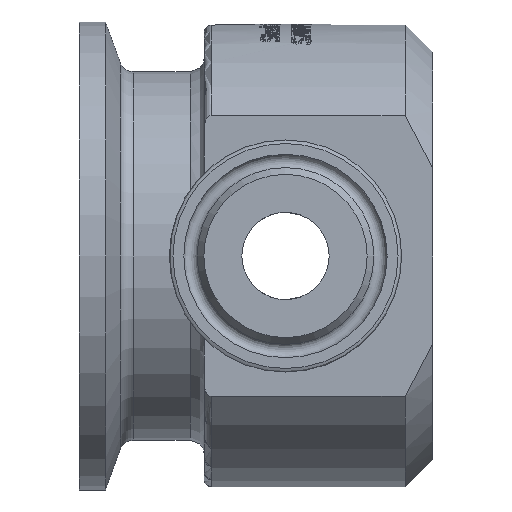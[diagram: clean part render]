
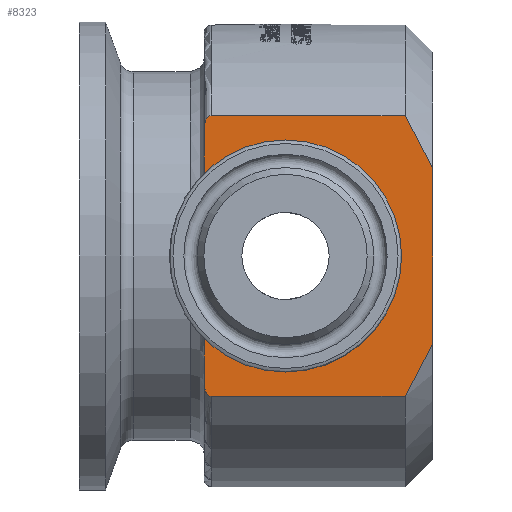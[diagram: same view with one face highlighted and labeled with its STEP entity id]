
A CAD part, left-side view. The second image highlights one B-rep face of the part: STEP entity #8323.
In plain terms, the highlighted planar face has unit normal (-1, 0, 0).
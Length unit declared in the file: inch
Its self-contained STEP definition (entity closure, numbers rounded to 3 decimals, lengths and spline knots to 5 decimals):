
#48=(
BOUNDED_CURVE()
B_SPLINE_CURVE(2,(#17952,#17953,#17954),.UNSPECIFIED.,.F.,.F.)
B_SPLINE_CURVE_WITH_KNOTS((3,3),(0.,0.6476),.UNSPECIFIED.)
CURVE()
GEOMETRIC_REPRESENTATION_ITEM()
RATIONAL_B_SPLINE_CURVE((1.,1.008,1.))
REPRESENTATION_ITEM('')
);
#49=(
BOUNDED_CURVE()
B_SPLINE_CURVE(2,(#17957,#17958,#17959),.UNSPECIFIED.,.F.,.F.)
B_SPLINE_CURVE_WITH_KNOTS((3,3),(0.,0.6476),.UNSPECIFIED.)
CURVE()
GEOMETRIC_REPRESENTATION_ITEM()
RATIONAL_B_SPLINE_CURVE((1.,1.008,1.))
REPRESENTATION_ITEM('')
);
#144=FACE_BOUND('',#1525,.T.);
#372=PLANE('',#8835);
#1004=FACE_OUTER_BOUND('',#1524,.T.);
#1524=EDGE_LOOP('',(#7678,#7679,#7680,#7681,#7682,#7683,#7684,#7685,#7686,
#7687,#7688));
#1525=EDGE_LOOP('',(#7689));
#1797=CIRCLE('',#8834,0.25);
#2357=LINE('',#17858,#2887);
#2362=LINE('',#17948,#2892);
#2363=LINE('',#17963,#2893);
#2364=LINE('',#17994,#2894);
#2365=LINE('',#17997,#2895);
#2887=VECTOR('',#10266,0.821);
#2892=VECTOR('',#10321,0.73924);
#2893=VECTOR('',#10334,0.821);
#2894=VECTOR('',#10349,0.23247);
#2895=VECTOR('',#10352,0.23247);
#3296=B_SPLINE_CURVE_WITH_KNOTS('',3,(#17968,#17969,#17970,#17971,#17972,
#17973,#17974,#17975,#17976,#17977),.UNSPECIFIED.,.F.,.F.,(4,2,2,2,4),(-0.15499,
-0.09779,-0.05487,-0.02372,0.),
 .UNSPECIFIED.);
#3297=B_SPLINE_CURVE_WITH_KNOTS('',3,(#17980,#17981,#17982,#17983,#17984,
#17985,#17986,#17987,#17988,#17989),.UNSPECIFIED.,.F.,.F.,(4,2,2,2,4),(0.,
0.02372,0.05487,0.09779,0.15499),
 .UNSPECIFIED.);
#3298=B_SPLINE_CURVE_WITH_KNOTS('',3,(#18002,#18003,#18004,#18005,#18006,
#18007,#18008),.UNSPECIFIED.,.F.,.F.,(4,3,4),(0.,0.65229,0.76293),
 .UNSPECIFIED.);
#3307=B_SPLINE_CURVE_WITH_KNOTS('',3,(#18172,#18173,#18174,#18175,#18176,
#18177,#18178),.UNSPECIFIED.,.F.,.F.,(4,3,4),(1.53842,2.14388,
2.30135),.UNSPECIFIED.);
#4058=VERTEX_POINT('',#17855);
#4059=VERTEX_POINT('',#17857);
#4078=VERTEX_POINT('',#17945);
#4079=VERTEX_POINT('',#17947);
#4080=VERTEX_POINT('',#17951);
#4081=VERTEX_POINT('',#17962);
#4082=VERTEX_POINT('',#17966);
#4083=VERTEX_POINT('',#17979);
#4084=VERTEX_POINT('',#17992);
#4085=VERTEX_POINT('',#17996);
#4086=VERTEX_POINT('',#18000);
#4095=VERTEX_POINT('',#18169);
#5257=EDGE_CURVE('',#4058,#4059,#2357,.T.);
#5279=EDGE_CURVE('',#4078,#4079,#2362,.T.);
#5281=EDGE_CURVE('',#4079,#4080,#48,.T.);
#5283=EDGE_CURVE('',#4059,#4078,#49,.T.);
#5284=EDGE_CURVE('',#4080,#4081,#2363,.T.);
#5287=EDGE_CURVE('',#4082,#4058,#3296,.T.);
#5288=EDGE_CURVE('',#4081,#4083,#3297,.T.);
#5291=EDGE_CURVE('',#4084,#4082,#2364,.T.);
#5292=EDGE_CURVE('',#4083,#4085,#2365,.T.);
#5295=EDGE_CURVE('',#4086,#4084,#3298,.T.);
#5308=EDGE_CURVE('',#4095,#4095,#1797,.T.);
#5309=EDGE_CURVE('',#4085,#4086,#3307,.T.);
#7678=ORIENTED_EDGE('',*,*,#5283,.F.);
#7679=ORIENTED_EDGE('',*,*,#5257,.F.);
#7680=ORIENTED_EDGE('',*,*,#5287,.F.);
#7681=ORIENTED_EDGE('',*,*,#5291,.F.);
#7682=ORIENTED_EDGE('',*,*,#5295,.F.);
#7683=ORIENTED_EDGE('',*,*,#5309,.F.);
#7684=ORIENTED_EDGE('',*,*,#5292,.F.);
#7685=ORIENTED_EDGE('',*,*,#5288,.F.);
#7686=ORIENTED_EDGE('',*,*,#5284,.F.);
#7687=ORIENTED_EDGE('',*,*,#5281,.F.);
#7688=ORIENTED_EDGE('',*,*,#5279,.F.);
#7689=ORIENTED_EDGE('',*,*,#5308,.F.);
#8323=ADVANCED_FACE('',(#1004,#144),#372,.F.);
#8834=AXIS2_PLACEMENT_3D('',#18170,#10379,#10380);
#8835=AXIS2_PLACEMENT_3D('',#18171,#10381,#10382);
#10266=DIRECTION('',(0.,-1.,0.));
#10321=DIRECTION('',(0.,0.,-1.));
#10334=DIRECTION('',(0.,1.,0.));
#10349=DIRECTION('',(0.,0.,1.));
#10352=DIRECTION('',(0.,0.,1.));
#10379=DIRECTION('center_axis',(-1.,0.,0.));
#10380=DIRECTION('ref_axis',(0.,1.,0.));
#10381=DIRECTION('center_axis',(1.,0.,0.));
#10382=DIRECTION('ref_axis',(0.,0.,1.));
#17855=CARTESIAN_POINT('',(-0.7815,0.314,0.59545));
#17857=CARTESIAN_POINT('',(-0.7815,-0.507,0.59545));
#17858=CARTESIAN_POINT('',(-0.7815,-0.1405,0.59545));
#17945=CARTESIAN_POINT('',(-0.7815,-0.625,0.36962));
#17947=CARTESIAN_POINT('',(-0.7815,-0.625,-0.36962));
#17948=CARTESIAN_POINT('',(-0.7815,-0.625,0.));
#17951=CARTESIAN_POINT('',(-0.7815,-0.507,-0.59545));
#17952=CARTESIAN_POINT('Ctrl Pts',(-0.7815,-0.625,-0.36962));
#17953=CARTESIAN_POINT('Ctrl Pts',(-0.7815,-0.57981,
-0.47532));
#17954=CARTESIAN_POINT('Ctrl Pts',(-0.7815,-0.507,
-0.59545));
#17957=CARTESIAN_POINT('Ctrl Pts',(-0.7815,-0.507,
0.59545));
#17958=CARTESIAN_POINT('Ctrl Pts',(-0.7815,-0.57981,
0.47532));
#17959=CARTESIAN_POINT('Ctrl Pts',(-0.7815,-0.625,0.36962));
#17962=CARTESIAN_POINT('',(-0.7815,0.314,-0.59545));
#17963=CARTESIAN_POINT('',(-0.7815,-0.1405,-0.59545));
#17966=CARTESIAN_POINT('',(-0.7815,0.344,0.54453));
#17968=CARTESIAN_POINT('Ctrl Pts',(-0.7815,0.344,0.54453));
#17969=CARTESIAN_POINT('Ctrl Pts',(-0.7815,0.344,0.55204));
#17970=CARTESIAN_POINT('Ctrl Pts',(-0.7815,0.34286,0.56097));
#17971=CARTESIAN_POINT('Ctrl Pts',(-0.7815,0.33906,0.57355));
#17972=CARTESIAN_POINT('Ctrl Pts',(-0.7815,0.33629,0.57972));
#17973=CARTESIAN_POINT('Ctrl Pts',(-0.7815,0.33053,0.58755));
#17974=CARTESIAN_POINT('Ctrl Pts',(-0.7815,0.32702,0.59097));
#17975=CARTESIAN_POINT('Ctrl Pts',(-0.7815,0.32071,0.59443));
#17976=CARTESIAN_POINT('Ctrl Pts',(-0.7815,0.31711,0.59545));
#17977=CARTESIAN_POINT('Ctrl Pts',(-0.7815,0.314,0.59545));
#17979=CARTESIAN_POINT('',(-0.7815,0.344,-0.54453));
#17980=CARTESIAN_POINT('Ctrl Pts',(-0.7815,0.314,-0.59545));
#17981=CARTESIAN_POINT('Ctrl Pts',(-0.7815,0.31711,-0.59545));
#17982=CARTESIAN_POINT('Ctrl Pts',(-0.7815,0.32071,-0.59443));
#17983=CARTESIAN_POINT('Ctrl Pts',(-0.7815,0.32702,-0.59097));
#17984=CARTESIAN_POINT('Ctrl Pts',(-0.7815,0.33053,-0.58755));
#17985=CARTESIAN_POINT('Ctrl Pts',(-0.7815,0.33629,-0.57972));
#17986=CARTESIAN_POINT('Ctrl Pts',(-0.7815,0.33906,-0.57355));
#17987=CARTESIAN_POINT('Ctrl Pts',(-0.7815,0.34286,-0.56097));
#17988=CARTESIAN_POINT('Ctrl Pts',(-0.7815,0.344,-0.55204));
#17989=CARTESIAN_POINT('Ctrl Pts',(-0.7815,0.344,-0.54453));
#17992=CARTESIAN_POINT('',(-0.7815,0.344,0.31206));
#17994=CARTESIAN_POINT('',(-0.7815,0.344,0.));
#17996=CARTESIAN_POINT('',(-0.7815,0.344,-0.31206));
#17997=CARTESIAN_POINT('',(-0.7815,0.344,0.));
#18000=CARTESIAN_POINT('',(-0.7815,0.404,0.));
#18002=CARTESIAN_POINT('Ctrl Pts',(-0.7815,0.404,0.));
#18003=CARTESIAN_POINT('Ctrl Pts',(-0.7815,0.38114,0.08249));
#18004=CARTESIAN_POINT('Ctrl Pts',(-0.7815,0.35368,0.17887));
#18005=CARTESIAN_POINT('Ctrl Pts',(-0.7815,0.34602,0.26764));
#18006=CARTESIAN_POINT('Ctrl Pts',(-0.7815,0.34472,0.2827));
#18007=CARTESIAN_POINT('Ctrl Pts',(-0.7815,0.344,0.29754));
#18008=CARTESIAN_POINT('Ctrl Pts',(-0.7815,0.344,0.31206));
#18169=CARTESIAN_POINT('',(-0.7815,-0.25,0.));
#18170=CARTESIAN_POINT('Origin',(-0.7815,0.,0.));
#18171=CARTESIAN_POINT('Origin',(-0.7815,-0.1105,0.));
#18172=CARTESIAN_POINT('Ctrl Pts',(-0.7815,0.344,-0.31206));
#18173=CARTESIAN_POINT('Ctrl Pts',(-0.7815,0.344,-0.2326));
#18174=CARTESIAN_POINT('Ctrl Pts',(-0.7815,0.36516,-0.14355));
#18175=CARTESIAN_POINT('Ctrl Pts',(-0.7815,0.38704,-0.06189));
#18176=CARTESIAN_POINT('Ctrl Pts',(-0.7815,0.39273,-0.04065));
#18177=CARTESIAN_POINT('Ctrl Pts',(-0.7815,0.39848,-0.01991));
#18178=CARTESIAN_POINT('Ctrl Pts',(-0.7815,0.404,0.));
